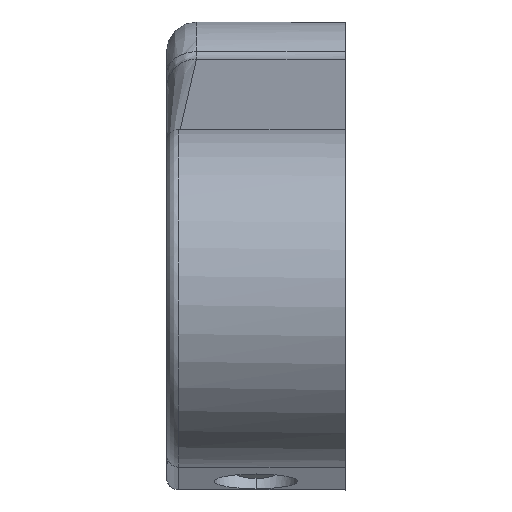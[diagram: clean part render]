
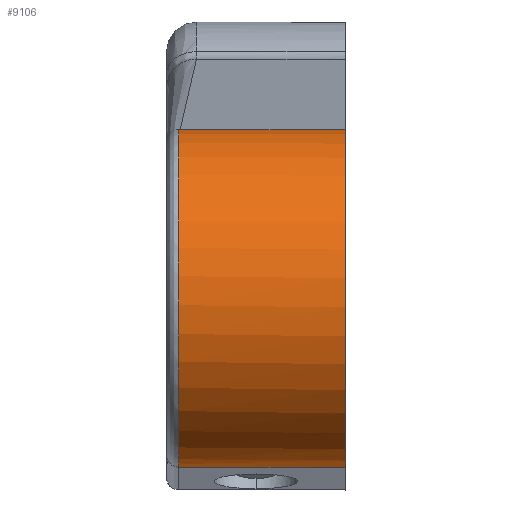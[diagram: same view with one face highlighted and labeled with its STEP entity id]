
A CAD part, left-side view. The second image highlights one B-rep face of the part: STEP entity #9106.
In plain terms, the highlighted cylindrical face has radius 28.5 mm (diameter 57 mm), a partial arc.
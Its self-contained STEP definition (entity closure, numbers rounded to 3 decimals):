
#66 = VECTOR ( 'NONE', #4089, 1000. ) ;
#317 = VERTEX_POINT ( 'NONE', #11212 ) ;
#615 = EDGE_LOOP ( 'NONE', ( #12313, #8758, #7801, #8778 ) ) ;
#727 = CARTESIAN_POINT ( 'NONE',  ( -105.568, 58., 79.254 ) ) ;
#770 = DIRECTION ( 'NONE',  ( 0., 0., -1. ) ) ;
#849 = AXIS2_PLACEMENT_3D ( 'NONE', #11790, #4813, #770 ) ;
#857 = CARTESIAN_POINT ( 'NONE',  ( -113.466, 58., 34.45 ) ) ;
#925 = CARTESIAN_POINT ( 'NONE',  ( -110.637, 58., 31.782 ) ) ;
#1083 = CARTESIAN_POINT ( 'NONE',  ( -84.746, 30., 81.277 ) ) ;
#1434 = VERTEX_POINT ( 'NONE', #3412 ) ;
#1595 = DIRECTION ( 'NONE',  ( 0., 1., 0. ) ) ;
#1722 = CARTESIAN_POINT ( 'NONE',  ( -96.53, 58., 25.638 ) ) ;
#1782 = CARTESIAN_POINT ( 'NONE',  ( -109.085, 58., 30.593 ) ) ;
#2528 = VECTOR ( 'NONE', #1595, 1000. ) ;
#2628 = CARTESIAN_POINT ( 'NONE',  ( -117.818, 58., 67.082 ) ) ;
#2748 = CARTESIAN_POINT ( 'NONE',  ( -84.746, 58., 81.277 ) ) ;
#2814 = CARTESIAN_POINT ( 'NONE',  ( -117.923, 58., 40.825 ) ) ;
#3412 = CARTESIAN_POINT ( 'NONE',  ( -84.746, 58., 81.277 ) ) ;
#3604 = CARTESIAN_POINT ( 'NONE',  ( -86.617, 58., 81.806 ) ) ;
#3672 = CARTESIAN_POINT ( 'NONE',  ( -114.6, 58., 71.953 ) ) ;
#3729 = CARTESIAN_POINT ( 'NONE',  ( -119.457, 58., 44.399 ) ) ;
#3858 = CARTESIAN_POINT ( 'NONE',  ( -119.38, 58., 63.521 ) ) ;
#3893 = LINE ( 'NONE', #1083, #66 ) ;
#4089 = DIRECTION ( 'NONE',  ( 0., 1., 0. ) ) ;
#4639 = CARTESIAN_POINT ( 'NONE',  ( -92.5, 30., 53.852 ) ) ;
#4775 = CARTESIAN_POINT ( 'NONE',  ( -120.04, 58., 46.265 ) ) ;
#4786 = CARTESIAN_POINT ( 'NONE',  ( -96.53, 58., 25.638 ) ) ;
#4813 = DIRECTION ( 'NONE',  ( 0., 1., 0. ) ) ;
#4837 = CARTESIAN_POINT ( 'NONE',  ( -104.01, 58., 27.707 ) ) ;
#5234 = EDGE_CURVE ( 'NONE', #6741, #1434, #3893, .T. ) ;
#5386 = VERTEX_POINT ( 'NONE', #4786 ) ;
#5626 = CARTESIAN_POINT ( 'NONE',  ( -120.992, 58., 55.911 ) ) ;
#5753 = CARTESIAN_POINT ( 'NONE',  ( -88.543, 58., 82.143 ) ) ;
#6019 = EDGE_CURVE ( 'NONE', #1434, #5386, #10904, .T. ) ;
#6602 = CARTESIAN_POINT ( 'NONE',  ( -113.31, 58., 73.422 ) ) ;
#6604 = CARTESIAN_POINT ( 'NONE',  ( -96.53, 30., 25.638 ) ) ;
#6620 = EDGE_CURVE ( 'NONE', #317, #5386, #12534, .T. ) ;
#6724 = CARTESIAN_POINT ( 'NONE',  ( -92.423, 58., 82.418 ) ) ;
#6741 = VERTEX_POINT ( 'NONE', #8814 ) ;
#6790 = CARTESIAN_POINT ( 'NONE',  ( -116.854, 58., 68.783 ) ) ;
#6844 = DIRECTION ( 'NONE',  ( 0., 0., -1. ) ) ;
#7498 = AXIS2_PLACEMENT_3D ( 'NONE', #4639, #9845, #6844 ) ;
#7636 = CARTESIAN_POINT ( 'NONE',  ( -120.784, 58., 57.855 ) ) ;
#7763 = CARTESIAN_POINT ( 'NONE',  ( -110.459, 58., 76.067 ) ) ;
#7801 = ORIENTED_EDGE ( 'NONE', *, *, #6620, .F. ) ;
#8681 = CARTESIAN_POINT ( 'NONE',  ( -103.8, 58., 80.088 ) ) ;
#8727 = EDGE_CURVE ( 'NONE', #317, #6741, #11460, .T. ) ;
#8758 = ORIENTED_EDGE ( 'NONE', *, *, #6019, .T. ) ;
#8778 = ORIENTED_EDGE ( 'NONE', *, *, #8727, .T. ) ;
#8814 = CARTESIAN_POINT ( 'NONE',  ( -84.746, 30., 81.277 ) ) ;
#9106 = ADVANCED_FACE ( 'NONE', ( #11718 ), #11853, .T. ) ;
#9598 = CARTESIAN_POINT ( 'NONE',  ( -108.897, 58., 77.243 ) ) ;
#9724 = CARTESIAN_POINT ( 'NONE',  ( -98.231, 58., 81.837 ) ) ;
#9845 = DIRECTION ( 'NONE',  ( 0., 1., 0. ) ) ;
#9854 = CARTESIAN_POINT ( 'NONE',  ( -119.979, 58., 61.66 ) ) ;
#10645 = CARTESIAN_POINT ( 'NONE',  ( -98.456, 58., 25.913 ) ) ;
#10706 = CARTESIAN_POINT ( 'NONE',  ( -100.132, 58., 81.38 ) ) ;
#10770 = CARTESIAN_POINT ( 'NONE',  ( -114.744, 58., 35.929 ) ) ;
#10832 = CARTESIAN_POINT ( 'NONE',  ( -94.376, 58., 82.356 ) ) ;
#10904 = B_SPLINE_CURVE_WITH_KNOTS ( 'NONE', 3,
 ( #2748, #3604, #5753, #6724, #10832, #9724, #10706, #8681, #727, #9598, #7763, #6602, #3672, #6790, #2628, #3858, #9854, #7636, #5626, #12602, #12660, #4775, #3729, #2814, #12722, #10770, #857, #925, #1782, #11561, #4837, #11811, #10645, #1722 ),
 .UNSPECIFIED., .F., .F.,
 ( 4, 2, 2, 2, 2, 2, 2, 2, 2, 2, 2, 2, 2, 2, 2, 2, 4 ),
 ( 0., 0.063, 0.125, 0.188, 0.25, 0.313, 0.375, 0.438, 0.5, 0.563, 0.625, 0.688, 0.75, 0.813, 0.875, 0.938, 1. ),
 .UNSPECIFIED. ) ;
#11212 = CARTESIAN_POINT ( 'NONE',  ( -96.53, 30., 25.638 ) ) ;
#11460 = CIRCLE ( 'NONE', #7498, 28.5 ) ;
#11561 = CARTESIAN_POINT ( 'NONE',  ( -105.772, 58., 28.556 ) ) ;
#11718 = FACE_OUTER_BOUND ( 'NONE', #615, .T. ) ;
#11790 = CARTESIAN_POINT ( 'NONE',  ( -92.5, 30., 53.852 ) ) ;
#11811 = CARTESIAN_POINT ( 'NONE',  ( -100.352, 58., 26.386 ) ) ;
#11853 = CYLINDRICAL_SURFACE ( 'NONE', #849, 28.5 ) ;
#12313 = ORIENTED_EDGE ( 'NONE', *, *, #5234, .T. ) ;
#12534 = LINE ( 'NONE', #6604, #2528 ) ;
#12602 = CARTESIAN_POINT ( 'NONE',  ( -121.008, 58., 52.022 ) ) ;
#12660 = CARTESIAN_POINT ( 'NONE',  ( -120.816, 58., 50.076 ) ) ;
#12722 = CARTESIAN_POINT ( 'NONE',  ( -116.973, 58., 39.117 ) ) ;
